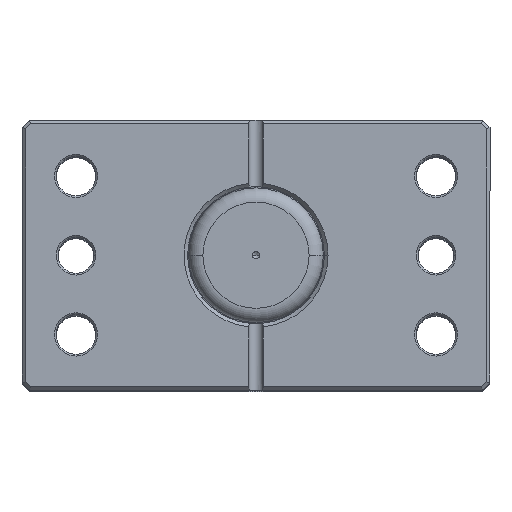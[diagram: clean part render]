
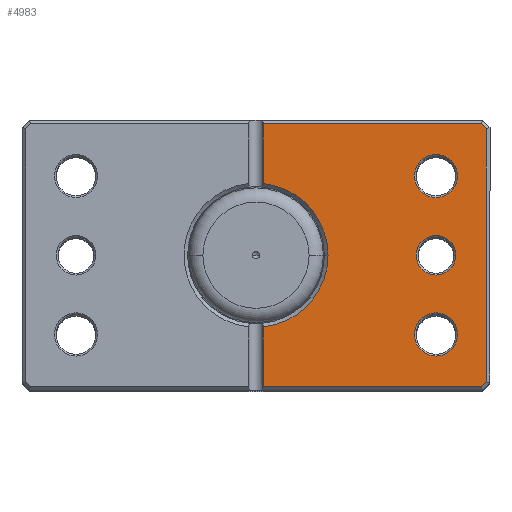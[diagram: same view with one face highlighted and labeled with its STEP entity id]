
A CAD part, top view. The second image highlights one B-rep face of the part: STEP entity #4983.
In plain terms, the highlighted face is planar.
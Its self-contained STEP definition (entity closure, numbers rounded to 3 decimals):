
#36 = CIRCLE ( 'NONE', #1153, 6. ) ;
#76 = CARTESIAN_POINT ( 'NONE',  ( -56., -22., 0. ) ) ;
#251 = AXIS2_PLACEMENT_3D ( 'NONE', #4809, #1519, #5355 ) ;
#288 = FACE_BOUND ( 'NONE', #4112, .T. ) ;
#373 = DIRECTION ( 'NONE',  ( 1., 0., 0. ) ) ;
#490 = DIRECTION ( 'NONE',  ( 1., 0., 0. ) ) ;
#535 = DIRECTION ( 'NONE',  ( 0., 1., 0. ) ) ;
#546 = DIRECTION ( 'NONE',  ( 1., 0., 0. ) ) ;
#563 = EDGE_CURVE ( 'NONE', #3147, #5216, #5536, .T. ) ;
#649 = CARTESIAN_POINT ( 'NONE',  ( -44.5, 0., 0. ) ) ;
#840 = VERTEX_POINT ( 'NONE', #649 ) ;
#857 = LINE ( 'NONE', #3836, #1965 ) ;
#944 = DIRECTION ( 'NONE',  ( 0., 0., 1. ) ) ;
#965 = EDGE_CURVE ( 'NONE', #5143, #1028, #2587, .T. ) ;
#1028 = VERTEX_POINT ( 'NONE', #4039 ) ;
#1052 = CARTESIAN_POINT ( 'NONE',  ( -56., 22., 0. ) ) ;
#1079 = CARTESIAN_POINT ( 'NONE',  ( -62.586, 36.5, 0. ) ) ;
#1093 = CARTESIAN_POINT ( 'NONE',  ( 0., 36.5, 0. ) ) ;
#1098 = AXIS2_PLACEMENT_3D ( 'NONE', #2419, #6283, #2977 ) ;
#1141 = ORIENTED_EDGE ( 'NONE', *, *, #5887, .T. ) ;
#1153 = AXIS2_PLACEMENT_3D ( 'NONE', #6493, #3185, #7051 ) ;
#1270 = CARTESIAN_POINT ( 'NONE',  ( -2., -19.9, 0. ) ) ;
#1327 = VECTOR ( 'NONE', #3456, 1000. ) ;
#1338 = VECTOR ( 'NONE', #6462, 1000. ) ;
#1358 = EDGE_LOOP ( 'NONE', ( #5898, #3511, #6029, #1595, #2124, #6136, #4330, #6468, #1789 ) ) ;
#1370 = CARTESIAN_POINT ( 'NONE',  ( -64., 35.086, 0. ) ) ;
#1399 = FACE_OUTER_BOUND ( 'NONE', #1358, .T. ) ;
#1519 = DIRECTION ( 'NONE',  ( 0., 0., 1. ) ) ;
#1586 = VECTOR ( 'NONE', #535, 1000. ) ;
#1595 = ORIENTED_EDGE ( 'NONE', *, *, #965, .T. ) ;
#1686 = ORIENTED_EDGE ( 'NONE', *, *, #563, .T. ) ;
#1763 = LINE ( 'NONE', #5447, #1586 ) ;
#1789 = ORIENTED_EDGE ( 'NONE', *, *, #2766, .T. ) ;
#1892 = ORIENTED_EDGE ( 'NONE', *, *, #6286, .T. ) ;
#1898 = AXIS2_PLACEMENT_3D ( 'NONE', #5274, #6420, #3116 ) ;
#1941 = CARTESIAN_POINT ( 'NONE',  ( -44., -22., 0. ) ) ;
#1965 = VECTOR ( 'NONE', #3858, 1000. ) ;
#1976 = CARTESIAN_POINT ( 'NONE',  ( -2., 36.5, 0. ) ) ;
#2048 = CARTESIAN_POINT ( 'NONE',  ( 0., -36.5, 0. ) ) ;
#2124 = ORIENTED_EDGE ( 'NONE', *, *, #3760, .T. ) ;
#2176 = CIRCLE ( 'NONE', #251, 20. ) ;
#2202 = VERTEX_POINT ( 'NONE', #1079 ) ;
#2245 = AXIS2_PLACEMENT_3D ( 'NONE', #7072, #3759, #490 ) ;
#2297 = ORIENTED_EDGE ( 'NONE', *, *, #3769, .T. ) ;
#2341 = CARTESIAN_POINT ( 'NONE',  ( -62.586, -36.5, 0. ) ) ;
#2391 = VERTEX_POINT ( 'NONE', #1976 ) ;
#2419 = CARTESIAN_POINT ( 'NONE',  ( -50., 0., 0. ) ) ;
#2587 = LINE ( 'NONE', #2907, #1327 ) ;
#2592 = CIRCLE ( 'NONE', #1098, 5.5 ) ;
#2667 = EDGE_CURVE ( 'NONE', #2391, #5040, #857, .T. ) ;
#2691 = LINE ( 'NONE', #5945, #5626 ) ;
#2728 = EDGE_LOOP ( 'NONE', ( #1141, #6345 ) ) ;
#2741 = VERTEX_POINT ( 'NONE', #6563 ) ;
#2766 = EDGE_CURVE ( 'NONE', #2202, #2391, #4775, .T. ) ;
#2907 = CARTESIAN_POINT ( 'NONE',  ( -2., 37.5, 0. ) ) ;
#2977 = DIRECTION ( 'NONE',  ( 1., 0., 0. ) ) ;
#3029 = FACE_BOUND ( 'NONE', #2728, .T. ) ;
#3116 = DIRECTION ( 'NONE',  ( 1., 0., 0. ) ) ;
#3146 = VERTEX_POINT ( 'NONE', #3916 ) ;
#3147 = VERTEX_POINT ( 'NONE', #76 ) ;
#3166 = CARTESIAN_POINT ( 'NONE',  ( -2., 19.9, 0. ) ) ;
#3185 = DIRECTION ( 'NONE',  ( 0., 0., 1. ) ) ;
#3263 = DIRECTION ( 'NONE',  ( 0., 0., 1. ) ) ;
#3456 = DIRECTION ( 'NONE',  ( 0., -1., 0. ) ) ;
#3511 = ORIENTED_EDGE ( 'NONE', *, *, #4010, .T. ) ;
#3528 = DIRECTION ( 'NONE',  ( -0.707, 0.707, 0. ) ) ;
#3595 = AXIS2_PLACEMENT_3D ( 'NONE', #6955, #3653, #373 ) ;
#3653 = DIRECTION ( 'NONE',  ( 0., 0., 1. ) ) ;
#3704 = CIRCLE ( 'NONE', #4903, 6. ) ;
#3748 = DIRECTION ( 'NONE',  ( 0.707, 0.707, 0. ) ) ;
#3759 = DIRECTION ( 'NONE',  ( 0., 0., 1. ) ) ;
#3760 = EDGE_CURVE ( 'NONE', #1028, #4729, #6844, .T. ) ;
#3769 = EDGE_CURVE ( 'NONE', #5865, #5334, #36, .T. ) ;
#3818 = EDGE_CURVE ( 'NONE', #5216, #3147, #5192, .T. ) ;
#3825 = DIRECTION ( 'NONE',  ( 0., 0., 1. ) ) ;
#3836 = CARTESIAN_POINT ( 'NONE',  ( -2., 37.5, 0. ) ) ;
#3858 = DIRECTION ( 'NONE',  ( 0., -1., 0. ) ) ;
#3891 = VECTOR ( 'NONE', #3528, 1000. ) ;
#3914 = EDGE_CURVE ( 'NONE', #6155, #7083, #1763, .T. ) ;
#3916 = CARTESIAN_POINT ( 'NONE',  ( -55.5, 0., 0. ) ) ;
#4010 = EDGE_CURVE ( 'NONE', #5040, #2741, #2176, .T. ) ;
#4039 = CARTESIAN_POINT ( 'NONE',  ( -2., -36.5, 0. ) ) ;
#4063 = CARTESIAN_POINT ( 'NONE',  ( -64., -35.086, 0. ) ) ;
#4112 = EDGE_LOOP ( 'NONE', ( #2297, #1892 ) ) ;
#4212 = CARTESIAN_POINT ( 'NONE',  ( -50., 22., 0. ) ) ;
#4330 = ORIENTED_EDGE ( 'NONE', *, *, #3914, .T. ) ;
#4365 = DIRECTION ( 'NONE',  ( 1., 0., 0. ) ) ;
#4440 = AXIS2_PLACEMENT_3D ( 'NONE', #7141, #3825, #546 ) ;
#4729 = VERTEX_POINT ( 'NONE', #2341 ) ;
#4775 = LINE ( 'NONE', #1093, #6260 ) ;
#4777 = DIRECTION ( 'NONE',  ( 1., 0., 0. ) ) ;
#4809 = CARTESIAN_POINT ( 'NONE',  ( 0., 0., 0. ) ) ;
#4903 = AXIS2_PLACEMENT_3D ( 'NONE', #4212, #944, #4777 ) ;
#4983 = ADVANCED_FACE ( 'NONE', ( #3029, #7084, #288, #1399 ), #5298, .F. ) ;
#5040 = VERTEX_POINT ( 'NONE', #3166 ) ;
#5093 = CIRCLE ( 'NONE', #6569, 20. ) ;
#5143 = VERTEX_POINT ( 'NONE', #1270 ) ;
#5192 = CIRCLE ( 'NONE', #2245, 6. ) ;
#5216 = VERTEX_POINT ( 'NONE', #1941 ) ;
#5274 = CARTESIAN_POINT ( 'NONE',  ( 0., 0., 0. ) ) ;
#5298 = PLANE ( 'NONE',  #1898 ) ;
#5334 = VERTEX_POINT ( 'NONE', #6413 ) ;
#5355 = DIRECTION ( 'NONE',  ( 1., 0., 0. ) ) ;
#5447 = CARTESIAN_POINT ( 'NONE',  ( -64., 0., 0. ) ) ;
#5483 = EDGE_CURVE ( 'NONE', #2741, #5143, #5093, .T. ) ;
#5505 = EDGE_LOOP ( 'NONE', ( #1686, #6425 ) ) ;
#5536 = CIRCLE ( 'NONE', #3595, 6. ) ;
#5599 = CIRCLE ( 'NONE', #4440, 5.5 ) ;
#5626 = VECTOR ( 'NONE', #3748, 1000. ) ;
#5865 = VERTEX_POINT ( 'NONE', #1052 ) ;
#5887 = EDGE_CURVE ( 'NONE', #3146, #840, #5599, .T. ) ;
#5898 = ORIENTED_EDGE ( 'NONE', *, *, #2667, .T. ) ;
#5945 = CARTESIAN_POINT ( 'NONE',  ( -49.543, 49.543, 0. ) ) ;
#6029 = ORIENTED_EDGE ( 'NONE', *, *, #5483, .T. ) ;
#6136 = ORIENTED_EDGE ( 'NONE', *, *, #6594, .T. ) ;
#6155 = VERTEX_POINT ( 'NONE', #4063 ) ;
#6260 = VECTOR ( 'NONE', #4365, 1000. ) ;
#6283 = DIRECTION ( 'NONE',  ( 0., 0., 1. ) ) ;
#6286 = EDGE_CURVE ( 'NONE', #5334, #5865, #3704, .T. ) ;
#6340 = CARTESIAN_POINT ( 'NONE',  ( -49.543, -49.543, 0. ) ) ;
#6345 = ORIENTED_EDGE ( 'NONE', *, *, #6553, .T. ) ;
#6413 = CARTESIAN_POINT ( 'NONE',  ( -44., 22., 0. ) ) ;
#6420 = DIRECTION ( 'NONE',  ( 0., 0., 1. ) ) ;
#6425 = ORIENTED_EDGE ( 'NONE', *, *, #3818, .T. ) ;
#6462 = DIRECTION ( 'NONE',  ( -1., 0., 0. ) ) ;
#6468 = ORIENTED_EDGE ( 'NONE', *, *, #6745, .T. ) ;
#6493 = CARTESIAN_POINT ( 'NONE',  ( -50., 22., 0. ) ) ;
#6553 = EDGE_CURVE ( 'NONE', #840, #3146, #2592, .T. ) ;
#6563 = CARTESIAN_POINT ( 'NONE',  ( -20., 0., 0. ) ) ;
#6569 = AXIS2_PLACEMENT_3D ( 'NONE', #6571, #3263, #7123 ) ;
#6571 = CARTESIAN_POINT ( 'NONE',  ( 0., 0., 0. ) ) ;
#6594 = EDGE_CURVE ( 'NONE', #4729, #6155, #6667, .T. ) ;
#6667 = LINE ( 'NONE', #6340, #3891 ) ;
#6745 = EDGE_CURVE ( 'NONE', #7083, #2202, #2691, .T. ) ;
#6844 = LINE ( 'NONE', #2048, #1338 ) ;
#6955 = CARTESIAN_POINT ( 'NONE',  ( -50., -22., 0. ) ) ;
#7051 = DIRECTION ( 'NONE',  ( 1., 0., 0. ) ) ;
#7072 = CARTESIAN_POINT ( 'NONE',  ( -50., -22., 0. ) ) ;
#7083 = VERTEX_POINT ( 'NONE', #1370 ) ;
#7084 = FACE_BOUND ( 'NONE', #5505, .T. ) ;
#7123 = DIRECTION ( 'NONE',  ( 1., 0., 0. ) ) ;
#7141 = CARTESIAN_POINT ( 'NONE',  ( -50., 0., 0. ) ) ;
